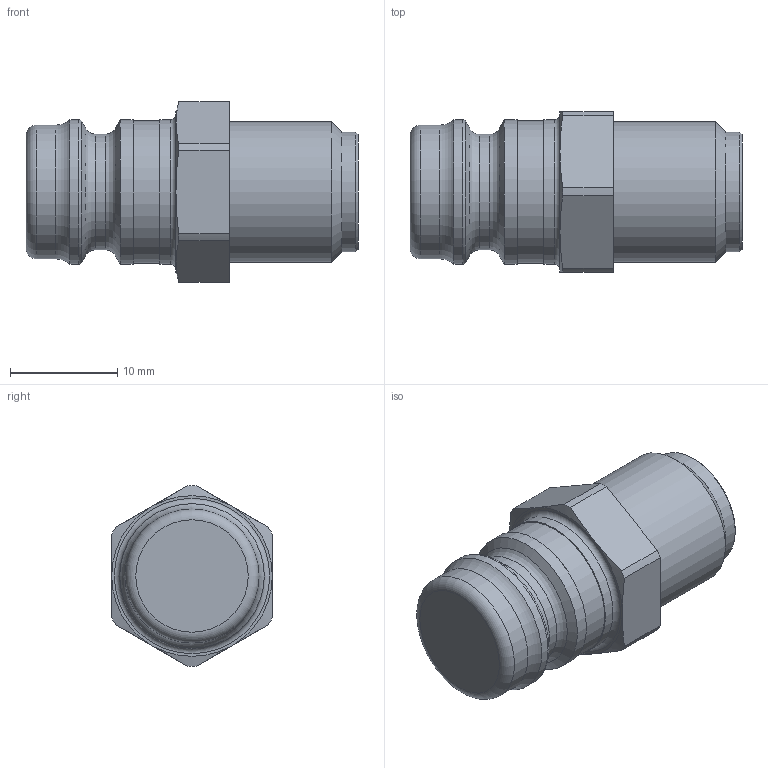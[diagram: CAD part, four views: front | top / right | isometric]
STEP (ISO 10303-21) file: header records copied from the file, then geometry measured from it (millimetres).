
FILE_DESCRIPTION((''),'2;1');
FILE_NAME('11sbaw13mvn.stp','2014-10-20T08:00:04',('MS049480'),(''),'Autodesk Inventor 2013','Autodesk Inventor 2013','');
FILE_SCHEMA(('AUTOMOTIVE_DESIGN { 1 0 10303 214 1 1 1 1 }'));
Length unit declared in the file: millimetre
Products named in the file (1): D112456
Bounding box: 31 x 15 x 16.9 mm (x, y, z)
Volume: 4289.8 mm3; surface area: 1672.2 mm2
Topology: 1 solids, 1 shells, 43 faces, 90 edges, 54 vertices
Faces by surface type: cylinder 14, plane 13, cone 10, torus 6
Full cylindrical faces by diameter (mm): 10.8 x1, 11.2 x1, 12.5 x1, 13.157 x1, 13.3 x1, 13.5 x3
Entity records: 1106 total; most frequent: CARTESIAN_POINT 192, DIRECTION 188, ORIENTED_EDGE 142, AXIS2_PLACEMENT_3D 85, EDGE_CURVE 71, EDGE_LOOP 66, VERTEX_POINT 53, STYLED_ITEM 44
